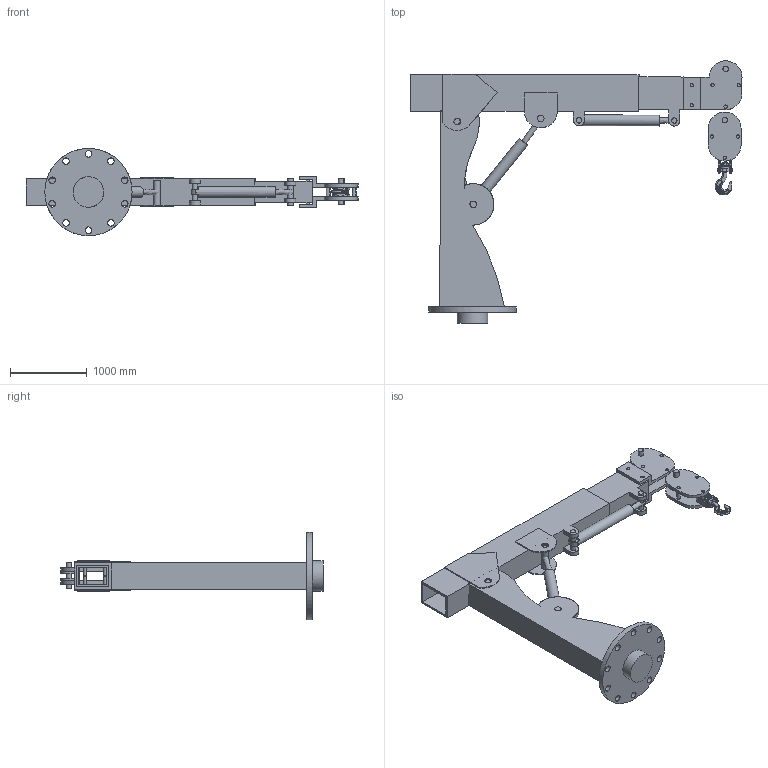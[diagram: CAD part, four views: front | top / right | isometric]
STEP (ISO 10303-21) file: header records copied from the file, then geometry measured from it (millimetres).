
FILE_DESCRIPTION(('FreeCAD Model'),'2;1');
FILE_NAME('Open CASCADE Shape Model','2025-05-02T00:01:22',('FreeCAD'),( 'FreeCAD'),'Open CASCADE STEP processor 7.6','FreeCAD','Unknown');
FILE_SCHEMA(('AUTOMOTIVE_DESIGN { 1 0 10303 214 1 1 1 1 }'));
Products named in the file (1): Open CASCADE STEP translator 7.6 1
Bounding box: 4327.26 x 3419.87 x 1135.4 mm (x, y, z)
Volume: 588146062 mm3; surface area: 36081721.8 mm2
Topology: 49 solids, 49 shells, 712 faces, 1836 edges, 1211 vertices
Faces by surface type: bspline 712
Entity records: 90994 total; most frequent: CARTESIAN_POINT 80320, ORIENTED_EDGE 3590, EDGE_CURVE 1795, B_SPLINE_CURVE_WITH_KNOTS 1219, VERTEX_POINT 1199, FACE_BOUND 858, EDGE_LOOP 846, ADVANCED_FACE 712
